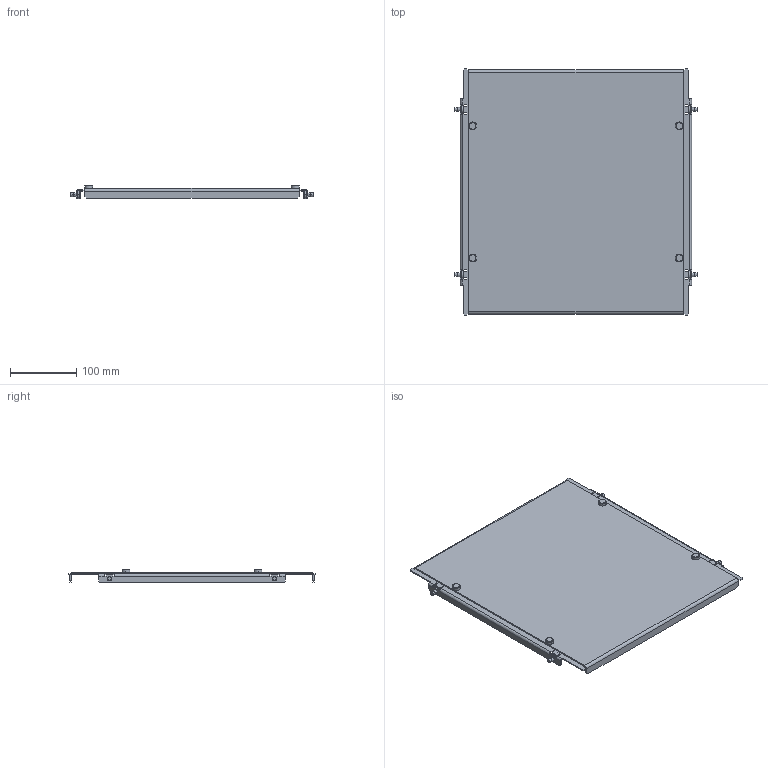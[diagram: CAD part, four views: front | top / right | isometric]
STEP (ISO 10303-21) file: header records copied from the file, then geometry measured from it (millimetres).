
FILE_DESCRIPTION(('STEP AP214'),'1');
FILE_NAME('cctmp_D940980B-3A22-44FA-84E9-5813ABDFF016_2024_05_06_11_42_25_0767..stp','2024-05-06T09:42:26',('SIEMENS A&D'),('CADClick - www.CADClick.com'),'Spatial InterOp 3D',' ','unknown authorization');
FILE_SCHEMA(('AUTOMOTIVE_DESIGN'));
Length unit declared in the file: millimetre
Products named in the file (12): cc_unnamed; 2024_05_06_11_42_25_0751; 2024_05_06_11_42_25_0720; 2024_05_06_11_42_25_0689; 2024_05_06_11_42_25_0657; 2024_05_06_11_42_25_0626; 2024_05_06_11_42_25_0595; 2024_05_06_11_42_25_0564; 2024_05_06_11_42_25_0532; 2024_05_06_11_42_25_0501; 2024_05_06_11_42_25_0470; 2024_05_06_11_42_25_0439
Assembly tree (11 placements, depth 2):
  cc_unnamed
    2024_05_06_11_42_25_0751
    2024_05_06_11_42_25_0720
    2024_05_06_11_42_25_0689
    2024_05_06_11_42_25_0657
    2024_05_06_11_42_25_0626
    2024_05_06_11_42_25_0595
    2024_05_06_11_42_25_0564
    2024_05_06_11_42_25_0532
    2024_05_06_11_42_25_0501
    2024_05_06_11_42_25_0470
    2024_05_06_11_42_25_0439
Bounding box: 367 x 373 x 20.25 mm (x, y, z)
Volume: 296195 mm3; surface area: 311946.3 mm2
Topology: 11 solids, 11 shells, 270 faces, 696 edges, 448 vertices
Faces by surface type: plane 158, cylinder 80, cone 32
Entity records: 10741 total; most frequent: DIRECTION 1460, CARTESIAN_POINT 1426, ORIENTED_EDGE 1392, EDGE_CURVE 696, LINE 496, VECTOR 496, AXIS2_PLACEMENT_3D 482, VERTEX_POINT 448
